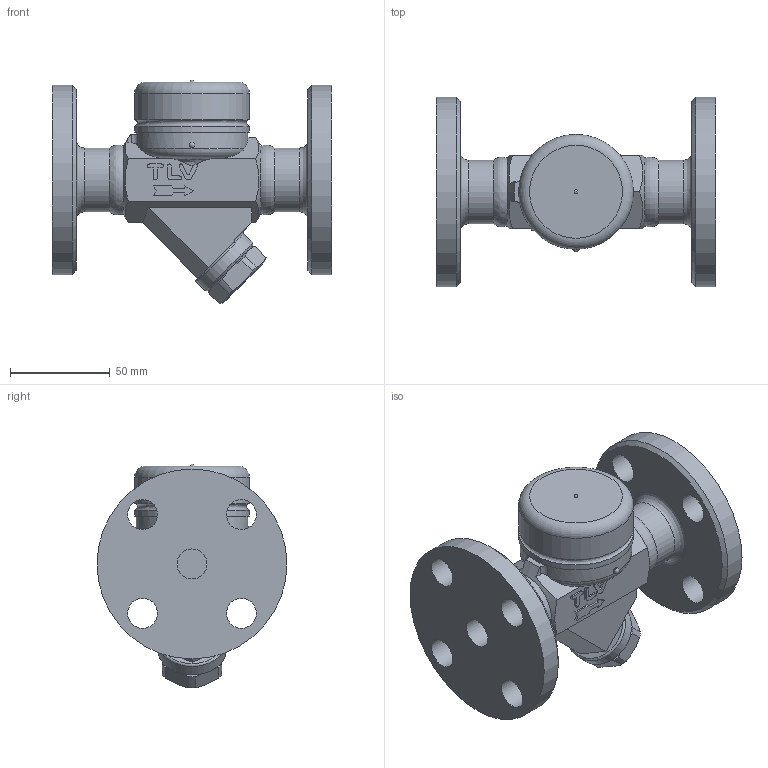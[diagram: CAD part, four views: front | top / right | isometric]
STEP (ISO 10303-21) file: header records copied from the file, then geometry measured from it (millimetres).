
FILE_DESCRIPTION((''),'2;1');
FILE_NAME('a46s0-015-jis10-00.stp','2010-06-29T12:55:11',('nakaot'),(''),'Autodesk Inventor 2008','Autodesk Inventor 2008','');
FILE_SCHEMA(('AUTOMOTIVE_DESIGN { 1 0 10303 214 1 1 1 1 }'));
Length unit declared in the file: millimetre
Products named in the file (1): a46s0-015-jis10-00
Bounding box: 140 x 95 x 112.04 mm (x, y, z)
Volume: 383553.5 mm3; surface area: 65824.7 mm2
Topology: 2 solids, 2 shells, 130 faces, 345 edges, 226 vertices
Faces by surface type: plane 64, cylinder 34, bspline 18, cone 7, torus 5, sphere 2
Full cylindrical faces by diameter (mm): 3 x1, 15 x5, 32 x1, 34 x1, 40 x1, 56 x1, 57.5 x2, 95 x1
Entity records: 4423 total; most frequent: CARTESIAN_POINT 1465, ORIENTED_EDGE 588, DIRECTION 581, EDGE_CURVE 294, AXIS2_PLACEMENT_3D 222, VERTEX_POINT 210, EDGE_LOOP 190, VECTOR 137
